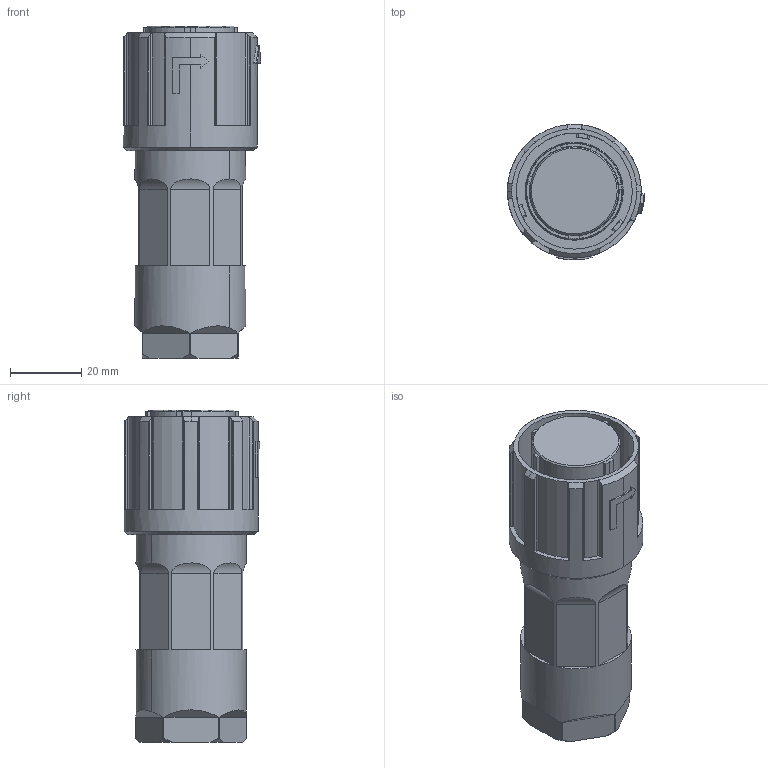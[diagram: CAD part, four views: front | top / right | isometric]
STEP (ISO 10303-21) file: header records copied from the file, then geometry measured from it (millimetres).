
FILE_DESCRIPTION(('CoCreate Modeling STEP Export'),'2;1');
FILE_NAME('HR41-25WBPE-3SC(WEB).stp','2014-10-10T13:25:24',(''),(''),'CoCreate Modeling STEP processor for AP214 (Solid Model)','CoCreate Modeling 17.0 01-Apr-2010 (C) Parametric Technology GmbH','');
FILE_SCHEMA(('AUTOMOTIVE_DESIGN { 1 0 10303 214 1 1 1 1 }'));
Length unit declared in the file: millimetre
Products named in the file (1): HR41-25WBPE-3SC
Bounding box: 38.48 x 38 x 93 mm (x, y, z)
Volume: 71910.8 mm3; surface area: 14713.6 mm2
Topology: 1 solids, 1 shells, 225 faces, 599 edges, 389 vertices
Faces by surface type: plane 101, cylinder 80, cone 21, torus 12, bspline 11
Entity records: 11469 total; most frequent: CARTESIAN_POINT 6395, ORIENTED_EDGE 1198, DIRECTION 893, EDGE_CURVE 599, VERTEX_POINT 389, AXIS2_PLACEMENT_3D 321, VECTOR 251, LINE 251
